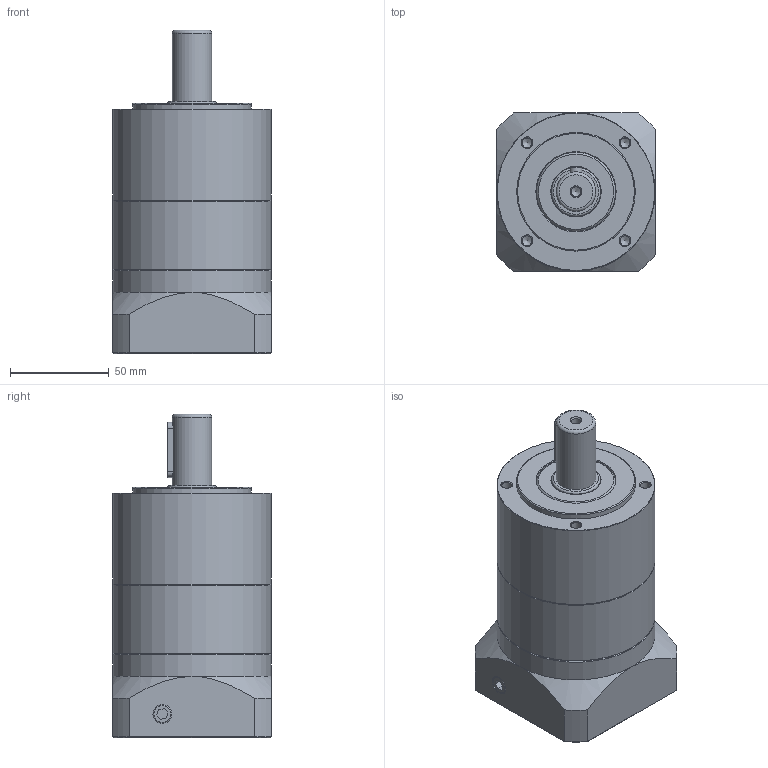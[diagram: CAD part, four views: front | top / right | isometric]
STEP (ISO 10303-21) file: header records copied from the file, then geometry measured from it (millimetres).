
FILE_DESCRIPTION((''),'2;1');
FILE_NAME('KSN80-2 (S14).stp','2013-12-06T16:39:12',('young'),(''),'Autodesk Inventor 2012','Autodesk Inventor 2012','');
FILE_SCHEMA(('AUTOMOTIVE_DESIGN { 1 0 10303 214 1 1 1 1 }'));
Length unit declared in the file: millimetre
Products named in the file (4): KSN80-2 (S14); KSN80-2 Body; KSN80-BK(S14); BS 4168 : 부품 1 6각 소켓 머리 캡 나사 - 미터 M5 x 30
Assembly tree (6 placements, depth 2):
  KSN80-2 (S14)
    KSN80-2 Body
    KSN80-BK(S14)
    BS 4168 : 부품 1 6각 소켓 머리 캡 나사 - 미터 M5 x 30  x4
Bounding box: 80 x 80 x 163.5 mm (x, y, z)
Volume: 355901.9 mm3; surface area: 119963.8 mm2
Topology: 16 solids, 16 shells, 414 faces, 966 edges, 617 vertices
Faces by surface type: plane 179, cylinder 123, cone 95, torus 17
Full cylindrical faces by diameter (mm): 4.2 x9, 5 x10, 5.5 x9, 8.433 x2, 8.5 x5, 9.5 x2, 11 x1, 14.2 x1, 19.8 x1, 20 x2, 22 x1, 24.8 x1, 25 x2, 26 x1, 27 x1, 30 x1, 33 x1, 34.5 x1, 35 x3, 38 x1, 38.908 x1, 40 x3, 50 x1, 52 x1, 54 x2, 56.4 x2, 60 x1, 62 x3, 65.8 x2, 80 x3
Entity records: 9951 total; most frequent: CARTESIAN_POINT 1973, DIRECTION 1693, ORIENTED_EDGE 1368, AXIS2_PLACEMENT_3D 711, EDGE_CURVE 684, EDGE_LOOP 579, VERTEX_POINT 511, FACE_OUTER_BOUND 369
